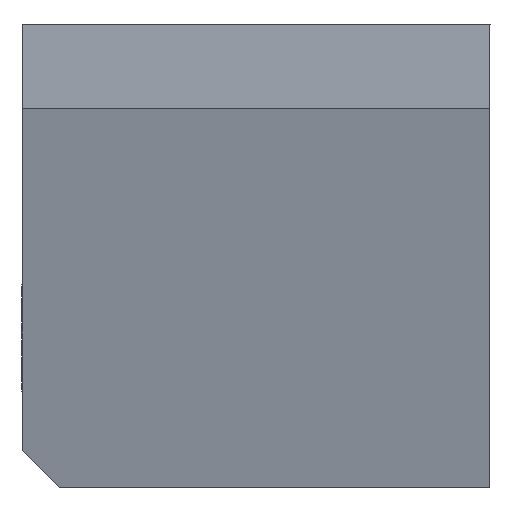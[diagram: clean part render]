
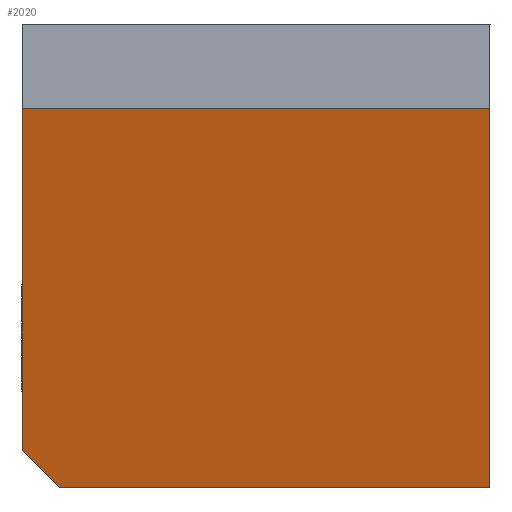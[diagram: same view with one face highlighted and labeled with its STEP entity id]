
A CAD part, left-side view. The second image highlights one B-rep face of the part: STEP entity #2020.
In plain terms, the highlighted planar face has unit normal (-0.943, 0.334, 0).
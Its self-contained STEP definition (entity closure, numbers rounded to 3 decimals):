
#2020=ADVANCED_FACE('NONE',(#5008),#5009,.F.);
#5008=FACE_OUTER_BOUND('',#8941,.T.);
#5009=PLANE('',#8942);
#8941=EDGE_LOOP('',(#17065,#17066,#17067,#17068,#17069));
#8942=AXIS2_PLACEMENT_3D('',#17070,#17071,#17072);
#17065=ORIENTED_EDGE('',*,*,#27222,.T.);
#17066=ORIENTED_EDGE('',*,*,#28128,.T.);
#17067=ORIENTED_EDGE('',*,*,#28129,.T.);
#17068=ORIENTED_EDGE('',*,*,#27194,.F.);
#17069=ORIENTED_EDGE('',*,*,#28130,.T.);
#17070=CARTESIAN_POINT('',(-4.433,-12.5,24.75));
#17071=DIRECTION('',(0.942,-0.334,0.0));
#17072=DIRECTION('',(0.0,0.0,-1.0));
#27194=EDGE_CURVE('NONE',#34239,#34241,#34242,.T.);
#27222=EDGE_CURVE('NONE',#34275,#34273,#34276,.T.);
#28128=EDGE_CURVE('NONE',#34273,#35784,#35785,.T.);
#28129=EDGE_CURVE('NONE',#35784,#34241,#35786,.T.);
#28130=EDGE_CURVE('NONE',#34239,#34275,#35787,.T.);
#34239=VERTEX_POINT('NONE',#44061);
#34241=VERTEX_POINT('NONE',#44064);
#34242=LINE('',#44065,#44066);
#34273=VERTEX_POINT('NONE',#44103);
#34275=VERTEX_POINT('NONE',#44106);
#34276=LINE('',#44107,#44108);
#35784=VERTEX_POINT('NONE',#46518);
#35785=LINE('',#46519,#46520);
#35786=LINE('',#46521,#46522);
#35787=LINE('',#46523,#46524);
#44061=CARTESIAN_POINT('',(-4.433,-12.5,20.25));
#44064=CARTESIAN_POINT('',(-4.433,-12.5,0.0));
#44065=CARTESIAN_POINT('',(-4.433,-12.5,24.75));
#44066=VECTOR('',#51152,1000.0);
#44103=CARTESIAN_POINT('',(4.433,12.5,2.0));
#44106=CARTESIAN_POINT('',(4.433,12.5,20.25));
#44107=CARTESIAN_POINT('',(4.433,12.5,24.75));
#44108=VECTOR('',#51214,1000.0);
#46518=CARTESIAN_POINT('',(3.724,10.5,0.0));
#46519=CARTESIAN_POINT('',(4.433,12.5,2.0));
#46520=VECTOR('',#52123,1000.0);
#46521=CARTESIAN_POINT('',(-4.433,-12.5,0.0));
#46522=VECTOR('',#52124,1000.0);
#46523=CARTESIAN_POINT('',(-4.433,-12.5,20.25));
#46524=VECTOR('',#52125,1000.0);
#51152=DIRECTION('',(-0.0,-0.0,-1.0));
#51214=DIRECTION('',(-0.0,-0.0,-1.0));
#52123=DIRECTION('',(-0.243,-0.686,-0.686));
#52124=DIRECTION('',(-0.334,-0.942,-0.0));
#52125=DIRECTION('',(0.334,0.942,0.0));
